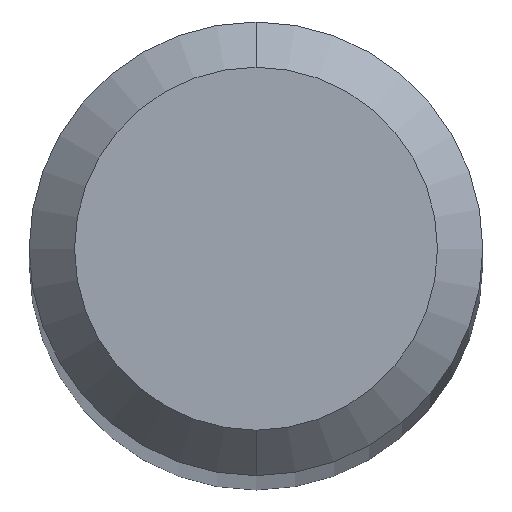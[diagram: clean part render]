
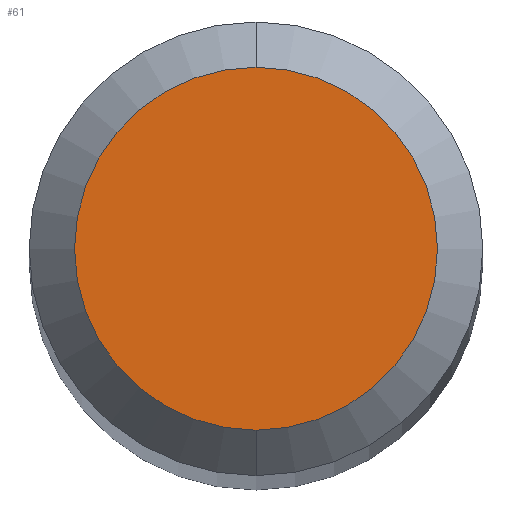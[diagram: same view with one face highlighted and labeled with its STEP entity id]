
A CAD part, top view. The second image highlights one B-rep face of the part: STEP entity #61.
In plain terms, the highlighted planar face has unit normal (0, 0, 1).
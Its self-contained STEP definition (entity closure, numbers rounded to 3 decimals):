
#19 = DIRECTION ( 'NONE',  ( 0., 1., 0. ) ) ;
#28 = EDGE_CURVE ( 'NONE', #155, #207, #60, .T. ) ;
#40 = ORIENTED_EDGE ( 'NONE', *, *, #62, .T. ) ;
#50 = CARTESIAN_POINT ( 'NONE',  ( 0., 0., 0. ) ) ;
#53 = DIRECTION ( 'NONE',  ( 0., 0., 1. ) ) ;
#60 = CIRCLE ( 'NONE', #80, 2.022 ) ;
#61 = ADVANCED_FACE ( 'NONE', ( #188 ), #102, .F. ) ;
#62 = EDGE_CURVE ( 'NONE', #207, #155, #73, .T. ) ;
#72 = DIRECTION ( 'NONE',  ( 0., 1., 0. ) ) ;
#73 = CIRCLE ( 'NONE', #103, 2.022 ) ;
#80 = AXIS2_PLACEMENT_3D ( 'NONE', #50, #53, #104 ) ;
#85 = EDGE_LOOP ( 'NONE', ( #40, #210 ) ) ;
#86 = DIRECTION ( 'NONE',  ( 0., 0., 1. ) ) ;
#102 = PLANE ( 'NONE',  #209 ) ;
#103 = AXIS2_PLACEMENT_3D ( 'NONE', #180, #86, #19 ) ;
#104 = DIRECTION ( 'NONE',  ( 0., 1., 0. ) ) ;
#105 = DIRECTION ( 'NONE',  ( 0., 0., -1. ) ) ;
#107 = CARTESIAN_POINT ( 'NONE',  ( 0., 2.022, 0. ) ) ;
#133 = CARTESIAN_POINT ( 'NONE',  ( 0., 2.527, 0. ) ) ;
#155 = VERTEX_POINT ( 'NONE', #200 ) ;
#180 = CARTESIAN_POINT ( 'NONE',  ( 0., 0., 0. ) ) ;
#188 = FACE_OUTER_BOUND ( 'NONE', #85, .T. ) ;
#200 = CARTESIAN_POINT ( 'NONE',  ( 0., -2.022, 0. ) ) ;
#207 = VERTEX_POINT ( 'NONE', #107 ) ;
#209 = AXIS2_PLACEMENT_3D ( 'NONE', #133, #105, #72 ) ;
#210 = ORIENTED_EDGE ( 'NONE', *, *, #28, .T. ) ;
